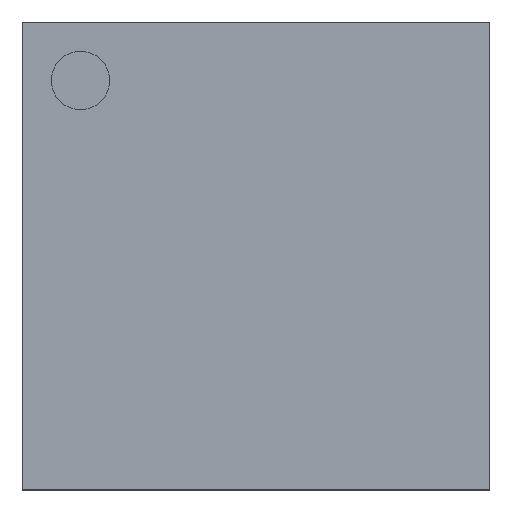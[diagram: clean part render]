
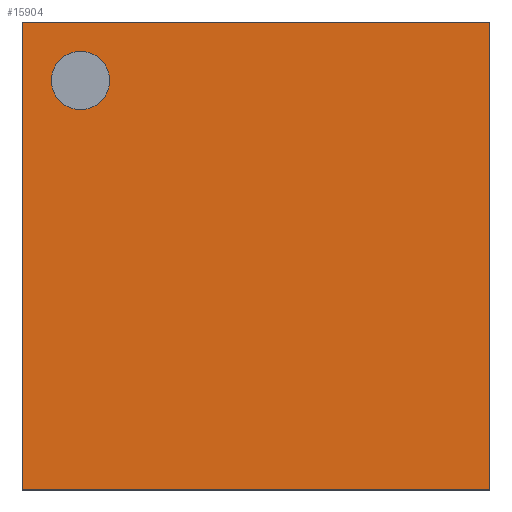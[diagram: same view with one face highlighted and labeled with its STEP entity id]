
A CAD part, top view. The second image highlights one B-rep face of the part: STEP entity #15904.
In plain terms, the highlighted planar face has unit normal (0, 0, 1).
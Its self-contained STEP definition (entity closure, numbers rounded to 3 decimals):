
#15715 = VERTEX_POINT('',#15716);
#15716 = CARTESIAN_POINT('',(-9.,-9.,1.27));
#15723 = PLANE('',#15724);
#15724 = AXIS2_PLACEMENT_3D('',#15725,#15726,#15727);
#15725 = CARTESIAN_POINT('',(-9.,-9.,0.4));
#15726 = DIRECTION('',(1.,0.,0.));
#15727 = DIRECTION('',(0.,0.,1.));
#15735 = PLANE('',#15736);
#15736 = AXIS2_PLACEMENT_3D('',#15737,#15738,#15739);
#15737 = CARTESIAN_POINT('',(-9.,-9.,0.4));
#15738 = DIRECTION('',(0.,1.,0.));
#15739 = DIRECTION('',(0.,0.,1.));
#15776 = VERTEX_POINT('',#15777);
#15777 = CARTESIAN_POINT('',(-9.,9.,1.27));
#15791 = PLANE('',#15792);
#15792 = AXIS2_PLACEMENT_3D('',#15793,#15794,#15795);
#15793 = CARTESIAN_POINT('',(-9.,9.,0.4));
#15794 = DIRECTION('',(0.,1.,0.));
#15795 = DIRECTION('',(0.,0.,1.));
#15803 = EDGE_CURVE('',#15715,#15776,#15804,.T.);
#15804 = SURFACE_CURVE('',#15805,(#15809,#15816),.PCURVE_S1.);
#15805 = LINE('',#15806,#15807);
#15806 = CARTESIAN_POINT('',(-9.,-9.,1.27));
#15807 = VECTOR('',#15808,1.);
#15808 = DIRECTION('',(0.,1.,0.));
#15809 = PCURVE('',#15723,#15810);
#15810 = DEFINITIONAL_REPRESENTATION('',(#15811),#15815);
#15811 = LINE('',#15812,#15813);
#15812 = CARTESIAN_POINT('',(0.87,0.));
#15813 = VECTOR('',#15814,1.);
#15814 = DIRECTION('',(0.,-1.));
#15815 = ( GEOMETRIC_REPRESENTATION_CONTEXT(2) 
PARAMETRIC_REPRESENTATION_CONTEXT() REPRESENTATION_CONTEXT('2D SPACE',''
  ) );
#15816 = PCURVE('',#15817,#15822);
#15817 = PLANE('',#15818);
#15818 = AXIS2_PLACEMENT_3D('',#15819,#15820,#15821);
#15819 = CARTESIAN_POINT('',(-9.,-9.,1.27));
#15820 = DIRECTION('',(0.,0.,1.));
#15821 = DIRECTION('',(1.,0.,0.));
#15822 = DEFINITIONAL_REPRESENTATION('',(#15823),#15827);
#15823 = LINE('',#15824,#15825);
#15824 = CARTESIAN_POINT('',(0.,0.));
#15825 = VECTOR('',#15826,1.);
#15826 = DIRECTION('',(0.,1.));
#15827 = ( GEOMETRIC_REPRESENTATION_CONTEXT(2) 
PARAMETRIC_REPRESENTATION_CONTEXT() REPRESENTATION_CONTEXT('2D SPACE',''
  ) );
#15856 = EDGE_CURVE('',#15715,#15857,#15859,.T.);
#15857 = VERTEX_POINT('',#15858);
#15858 = CARTESIAN_POINT('',(9.,-9.,1.27));
#15859 = SURFACE_CURVE('',#15860,(#15864,#15871),.PCURVE_S1.);
#15860 = LINE('',#15861,#15862);
#15861 = CARTESIAN_POINT('',(-9.,-9.,1.27));
#15862 = VECTOR('',#15863,1.);
#15863 = DIRECTION('',(1.,0.,0.));
#15864 = PCURVE('',#15735,#15865);
#15865 = DEFINITIONAL_REPRESENTATION('',(#15866),#15870);
#15866 = LINE('',#15867,#15868);
#15867 = CARTESIAN_POINT('',(0.87,0.));
#15868 = VECTOR('',#15869,1.);
#15869 = DIRECTION('',(0.,1.));
#15870 = ( GEOMETRIC_REPRESENTATION_CONTEXT(2) 
PARAMETRIC_REPRESENTATION_CONTEXT() REPRESENTATION_CONTEXT('2D SPACE',''
  ) );
#15871 = PCURVE('',#15817,#15872);
#15872 = DEFINITIONAL_REPRESENTATION('',(#15873),#15877);
#15873 = LINE('',#15874,#15875);
#15874 = CARTESIAN_POINT('',(0.,0.));
#15875 = VECTOR('',#15876,1.);
#15876 = DIRECTION('',(1.,0.));
#15877 = ( GEOMETRIC_REPRESENTATION_CONTEXT(2) 
PARAMETRIC_REPRESENTATION_CONTEXT() REPRESENTATION_CONTEXT('2D SPACE',''
  ) );
#15893 = PLANE('',#15894);
#15894 = AXIS2_PLACEMENT_3D('',#15895,#15896,#15897);
#15895 = CARTESIAN_POINT('',(9.,-9.,0.4));
#15896 = DIRECTION('',(1.,0.,0.));
#15897 = DIRECTION('',(0.,0.,1.));
#15904 = ADVANCED_FACE('',(#15905,#15953),#15817,.T.);
#15905 = FACE_BOUND('',#15906,.T.);
#15906 = EDGE_LOOP('',(#15907,#15908,#15909,#15932));
#15907 = ORIENTED_EDGE('',*,*,#15803,.F.);
#15908 = ORIENTED_EDGE('',*,*,#15856,.T.);
#15909 = ORIENTED_EDGE('',*,*,#15910,.T.);
#15910 = EDGE_CURVE('',#15857,#15911,#15913,.T.);
#15911 = VERTEX_POINT('',#15912);
#15912 = CARTESIAN_POINT('',(9.,9.,1.27));
#15913 = SURFACE_CURVE('',#15914,(#15918,#15925),.PCURVE_S1.);
#15914 = LINE('',#15915,#15916);
#15915 = CARTESIAN_POINT('',(9.,-9.,1.27));
#15916 = VECTOR('',#15917,1.);
#15917 = DIRECTION('',(0.,1.,0.));
#15918 = PCURVE('',#15817,#15919);
#15919 = DEFINITIONAL_REPRESENTATION('',(#15920),#15924);
#15920 = LINE('',#15921,#15922);
#15921 = CARTESIAN_POINT('',(18.,0.));
#15922 = VECTOR('',#15923,1.);
#15923 = DIRECTION('',(0.,1.));
#15924 = ( GEOMETRIC_REPRESENTATION_CONTEXT(2) 
PARAMETRIC_REPRESENTATION_CONTEXT() REPRESENTATION_CONTEXT('2D SPACE',''
  ) );
#15925 = PCURVE('',#15893,#15926);
#15926 = DEFINITIONAL_REPRESENTATION('',(#15927),#15931);
#15927 = LINE('',#15928,#15929);
#15928 = CARTESIAN_POINT('',(0.87,0.));
#15929 = VECTOR('',#15930,1.);
#15930 = DIRECTION('',(0.,-1.));
#15931 = ( GEOMETRIC_REPRESENTATION_CONTEXT(2) 
PARAMETRIC_REPRESENTATION_CONTEXT() REPRESENTATION_CONTEXT('2D SPACE',''
  ) );
#15932 = ORIENTED_EDGE('',*,*,#15933,.F.);
#15933 = EDGE_CURVE('',#15776,#15911,#15934,.T.);
#15934 = SURFACE_CURVE('',#15935,(#15939,#15946),.PCURVE_S1.);
#15935 = LINE('',#15936,#15937);
#15936 = CARTESIAN_POINT('',(-9.,9.,1.27));
#15937 = VECTOR('',#15938,1.);
#15938 = DIRECTION('',(1.,0.,0.));
#15939 = PCURVE('',#15817,#15940);
#15940 = DEFINITIONAL_REPRESENTATION('',(#15941),#15945);
#15941 = LINE('',#15942,#15943);
#15942 = CARTESIAN_POINT('',(0.,18.));
#15943 = VECTOR('',#15944,1.);
#15944 = DIRECTION('',(1.,0.));
#15945 = ( GEOMETRIC_REPRESENTATION_CONTEXT(2) 
PARAMETRIC_REPRESENTATION_CONTEXT() REPRESENTATION_CONTEXT('2D SPACE',''
  ) );
#15946 = PCURVE('',#15791,#15947);
#15947 = DEFINITIONAL_REPRESENTATION('',(#15948),#15952);
#15948 = LINE('',#15949,#15950);
#15949 = CARTESIAN_POINT('',(0.87,0.));
#15950 = VECTOR('',#15951,1.);
#15951 = DIRECTION('',(0.,1.));
#15952 = ( GEOMETRIC_REPRESENTATION_CONTEXT(2) 
PARAMETRIC_REPRESENTATION_CONTEXT() REPRESENTATION_CONTEXT('2D SPACE',''
  ) );
#15953 = FACE_BOUND('',#15954,.T.);
#15954 = EDGE_LOOP('',(#15955));
#15955 = ORIENTED_EDGE('',*,*,#15956,.F.);
#15956 = EDGE_CURVE('',#15957,#15957,#15959,.T.);
#15957 = VERTEX_POINT('',#15958);
#15958 = CARTESIAN_POINT('',(-5.625,6.75,1.27));
#15959 = SURFACE_CURVE('',#15960,(#15965,#15972),.PCURVE_S1.);
#15960 = CIRCLE('',#15961,1.125);
#15961 = AXIS2_PLACEMENT_3D('',#15962,#15963,#15964);
#15962 = CARTESIAN_POINT('',(-6.75,6.75,1.27));
#15963 = DIRECTION('',(0.,0.,1.));
#15964 = DIRECTION('',(1.,0.,0.));
#15965 = PCURVE('',#15817,#15966);
#15966 = DEFINITIONAL_REPRESENTATION('',(#15967),#15971);
#15967 = CIRCLE('',#15968,1.125);
#15968 = AXIS2_PLACEMENT_2D('',#15969,#15970);
#15969 = CARTESIAN_POINT('',(2.25,15.75));
#15970 = DIRECTION('',(1.,0.));
#15971 = ( GEOMETRIC_REPRESENTATION_CONTEXT(2) 
PARAMETRIC_REPRESENTATION_CONTEXT() REPRESENTATION_CONTEXT('2D SPACE',''
  ) );
#15972 = PCURVE('',#15973,#15978);
#15973 = CYLINDRICAL_SURFACE('',#15974,1.125);
#15974 = AXIS2_PLACEMENT_3D('',#15975,#15976,#15977);
#15975 = CARTESIAN_POINT('',(-6.75,6.75,1.143));
#15976 = DIRECTION('',(0.,0.,1.));
#15977 = DIRECTION('',(1.,0.,0.));
#15978 = DEFINITIONAL_REPRESENTATION('',(#15979),#15983);
#15979 = LINE('',#15980,#15981);
#15980 = CARTESIAN_POINT('',(0.,0.127));
#15981 = VECTOR('',#15982,1.);
#15982 = DIRECTION('',(1.,0.));
#15983 = ( GEOMETRIC_REPRESENTATION_CONTEXT(2) 
PARAMETRIC_REPRESENTATION_CONTEXT() REPRESENTATION_CONTEXT('2D SPACE',''
  ) );
